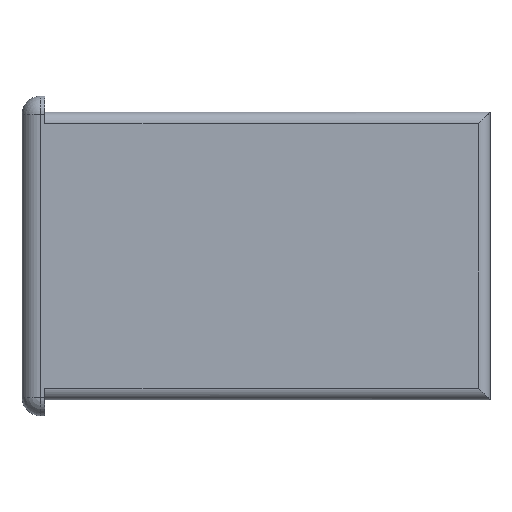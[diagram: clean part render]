
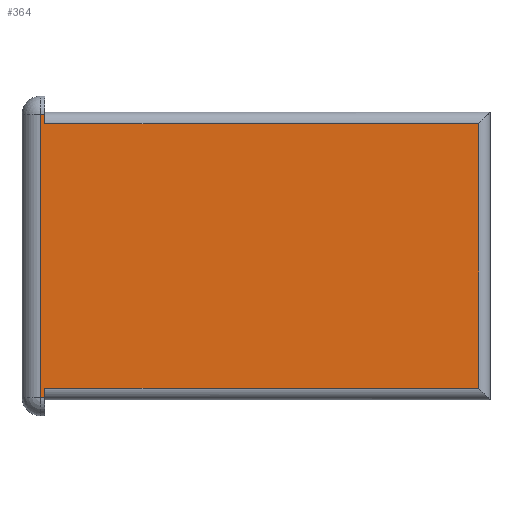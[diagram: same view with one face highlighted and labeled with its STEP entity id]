
A CAD part, top view. The second image highlights one B-rep face of the part: STEP entity #364.
In plain terms, the highlighted planar face has unit normal (0, 0, 1).
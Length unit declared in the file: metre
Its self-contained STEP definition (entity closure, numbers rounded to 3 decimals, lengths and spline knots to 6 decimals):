
#36=ORIENTED_EDGE('',*,*,#142,.T.);
#37=ORIENTED_EDGE('',*,*,#143,.T.);
#38=ORIENTED_EDGE('',*,*,#144,.T.);
#39=ORIENTED_EDGE('',*,*,#145,.T.);
#40=ORIENTED_EDGE('',*,*,#146,.F.);
#41=ORIENTED_EDGE('',*,*,#147,.T.);
#42=ORIENTED_EDGE('',*,*,#148,.F.);
#43=ORIENTED_EDGE('',*,*,#149,.F.);
#142=EDGE_CURVE('',#195,#196,#227,.T.);
#143=EDGE_CURVE('',#196,#197,#228,.F.);
#144=EDGE_CURVE('',#197,#198,#229,.F.);
#145=EDGE_CURVE('',#198,#199,#230,.T.);
#146=EDGE_CURVE('',#200,#199,#231,.T.);
#147=EDGE_CURVE('',#200,#201,#232,.T.);
#148=EDGE_CURVE('',#202,#201,#233,.F.);
#149=EDGE_CURVE('',#195,#202,#234,.T.);
#195=VERTEX_POINT('',#555);
#196=VERTEX_POINT('',#556);
#197=VERTEX_POINT('',#558);
#198=VERTEX_POINT('',#560);
#199=VERTEX_POINT('',#562);
#200=VERTEX_POINT('',#564);
#201=VERTEX_POINT('',#566);
#202=VERTEX_POINT('',#568);
#227=LINE('',#554,#266);
#228=LINE('',#557,#267);
#229=LINE('',#559,#268);
#230=LINE('',#561,#269);
#231=LINE('',#563,#270);
#232=LINE('',#565,#271);
#233=LINE('',#567,#272);
#234=LINE('',#569,#273);
#266=VECTOR('',#441,1.);
#267=VECTOR('',#442,1.);
#268=VECTOR('',#443,1.);
#269=VECTOR('',#444,1.);
#270=VECTOR('',#445,1.);
#271=VECTOR('',#446,1.);
#272=VECTOR('',#447,1.);
#273=VECTOR('',#448,1.);
#305=EDGE_LOOP('',(#36,#37,#38,#39,#40,#41,#42,#43));
#328=FACE_BOUND('',#305,.T.);
#351=PLANE('',#400);
#364=ADVANCED_FACE('',(#328),#351,.T.);
#400=AXIS2_PLACEMENT_3D('',#553,#439,#440);
#439=DIRECTION('',(0.,0.,1.));
#440=DIRECTION('',(1.,0.,0.));
#441=DIRECTION('',(0.,1.,0.));
#442=DIRECTION('',(1.,0.,0.));
#443=DIRECTION('',(0.,1.,0.));
#444=DIRECTION('',(1.,0.,0.));
#445=DIRECTION('',(0.,-1.,0.));
#446=DIRECTION('',(1.,0.,0.));
#447=DIRECTION('',(0.,1.,0.));
#448=DIRECTION('',(1.,0.,0.));
#553=CARTESIAN_POINT('',(-0.000625,0.,0.0384));
#554=CARTESIAN_POINT('',(-0.024,0.016875,0.0384));
#555=CARTESIAN_POINT('',(-0.024,0.0145,0.0384));
#556=CARTESIAN_POINT('',(-0.024,0.0155,0.0384));
#557=CARTESIAN_POINT('',(-0.000625,0.0155,0.0384));
#558=CARTESIAN_POINT('',(-0.0245,0.0155,0.0384));
#559=CARTESIAN_POINT('',(-0.0245,0.,0.0384));
#560=CARTESIAN_POINT('',(-0.0245,-0.0155,0.0384));
#561=CARTESIAN_POINT('',(-0.024,-0.0155,0.0384));
#562=CARTESIAN_POINT('',(-0.024,-0.0155,0.0384));
#563=CARTESIAN_POINT('',(-0.024,-0.015625,0.0384));
#564=CARTESIAN_POINT('',(-0.024,-0.0145,0.0384));
#565=CARTESIAN_POINT('',(0.,-0.0145,0.0384));
#566=CARTESIAN_POINT('',(0.0235,-0.0145,0.0384));
#567=CARTESIAN_POINT('',(0.0235,0.,0.0384));
#568=CARTESIAN_POINT('',(0.0235,0.0145,0.0384));
#569=CARTESIAN_POINT('',(0.,0.0145,0.0384));
